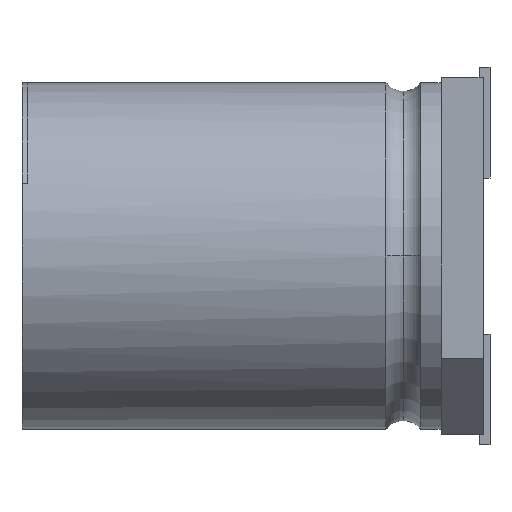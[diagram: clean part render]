
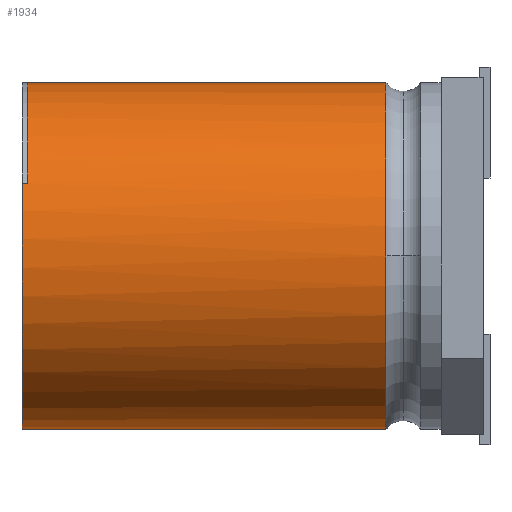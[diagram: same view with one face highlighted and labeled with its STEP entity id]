
A CAD part, left-side view. The second image highlights one B-rep face of the part: STEP entity #1934.
In plain terms, the highlighted cylindrical face has radius 5 mm (diameter 10 mm), a partial arc.
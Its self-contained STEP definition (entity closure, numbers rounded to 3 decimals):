
#34 = EDGE_CURVE ( 'NONE', #95, #910, #1736, .T. ) ;
#95 = VERTEX_POINT ( 'NONE', #863 ) ;
#122 = DIRECTION ( 'NONE',  ( 1., 0., 0. ) ) ;
#180 = AXIS2_PLACEMENT_3D ( 'NONE', #1579, #680, #1737 ) ;
#207 = VECTOR ( 'NONE', #801, 1000. ) ;
#242 = VERTEX_POINT ( 'NONE', #909 ) ;
#304 = AXIS2_PLACEMENT_3D ( 'NONE', #1372, #462, #1528 ) ;
#349 = CIRCLE ( 'NONE', #180, 5. ) ;
#366 = ORIENTED_EDGE ( 'NONE', *, *, #34, .F. ) ;
#433 = EDGE_CURVE ( 'NONE', #95, #1098, #870, .T. ) ;
#462 = DIRECTION ( 'NONE',  ( 0., -1., 0. ) ) ;
#512 = CARTESIAN_POINT ( 'NONE',  ( -4.538, 13.5, 2.1 ) ) ;
#527 = DIRECTION ( 'NONE',  ( 0., 1., 0. ) ) ;
#600 = DIRECTION ( 'NONE',  ( 0., -1., 0. ) ) ;
#615 = LINE ( 'NONE', #796, #207 ) ;
#616 = ORIENTED_EDGE ( 'NONE', *, *, #1533, .T. ) ;
#672 = DIRECTION ( 'NONE',  ( 0., -1., 0. ) ) ;
#680 = DIRECTION ( 'NONE',  ( 0., 1., 0. ) ) ;
#696 = VERTEX_POINT ( 'NONE', #1967 ) ;
#764 = LINE ( 'NONE', #1421, #1556 ) ;
#789 = EDGE_CURVE ( 'NONE', #696, #1217, #1965, .T. ) ;
#796 = CARTESIAN_POINT ( 'NONE',  ( 0., 13.5, 5. ) ) ;
#801 = DIRECTION ( 'NONE',  ( 0., -1., 0. ) ) ;
#840 = ORIENTED_EDGE ( 'NONE', *, *, #1816, .F. ) ;
#851 = CARTESIAN_POINT ( 'NONE',  ( -5., 3., 0. ) ) ;
#855 = FACE_OUTER_BOUND ( 'NONE', #1378, .T. ) ;
#858 = DIRECTION ( 'NONE',  ( 0., 1., 0. ) ) ;
#863 = CARTESIAN_POINT ( 'NONE',  ( -4.538, 13.35, 2.1 ) ) ;
#870 = LINE ( 'NONE', #1287, #1675 ) ;
#909 = CARTESIAN_POINT ( 'NONE',  ( 0., 13.5, -5. ) ) ;
#910 = VERTEX_POINT ( 'NONE', #1354 ) ;
#971 = AXIS2_PLACEMENT_3D ( 'NONE', #1949, #1025, #122 ) ;
#993 = ORIENTED_EDGE ( 'NONE', *, *, #433, .T. ) ;
#1025 = DIRECTION ( 'NONE',  ( 0., -1., 0. ) ) ;
#1087 = CIRCLE ( 'NONE', #1448, 5. ) ;
#1098 = VERTEX_POINT ( 'NONE', #512 ) ;
#1212 = ORIENTED_EDGE ( 'NONE', *, *, #789, .F. ) ;
#1217 = VERTEX_POINT ( 'NONE', #851 ) ;
#1287 = CARTESIAN_POINT ( 'NONE',  ( -4.538, 13.35, 2.1 ) ) ;
#1354 = CARTESIAN_POINT ( 'NONE',  ( 0., 13.35, 5. ) ) ;
#1372 = CARTESIAN_POINT ( 'NONE',  ( 0., 13.5, 0. ) ) ;
#1378 = EDGE_LOOP ( 'NONE', ( #1563, #366, #993, #1455, #616, #840, #1212 ) ) ;
#1420 = VERTEX_POINT ( 'NONE', #1540 ) ;
#1421 = CARTESIAN_POINT ( 'NONE',  ( 0., 13.5, -5. ) ) ;
#1442 = EDGE_CURVE ( 'NONE', #910, #696, #615, .T. ) ;
#1448 = AXIS2_PLACEMENT_3D ( 'NONE', #1505, #600, #1658 ) ;
#1452 = AXIS2_PLACEMENT_3D ( 'NONE', #1762, #858, #1919 ) ;
#1455 = ORIENTED_EDGE ( 'NONE', *, *, #1582, .F. ) ;
#1463 = CYLINDRICAL_SURFACE ( 'NONE', #304, 5. ) ;
#1505 = CARTESIAN_POINT ( 'NONE',  ( 0., 3., 0. ) ) ;
#1528 = DIRECTION ( 'NONE',  ( 0., 0., -1. ) ) ;
#1533 = EDGE_CURVE ( 'NONE', #242, #1420, #764, .T. ) ;
#1540 = CARTESIAN_POINT ( 'NONE',  ( 0., 3., -5. ) ) ;
#1556 = VECTOR ( 'NONE', #672, 1000. ) ;
#1563 = ORIENTED_EDGE ( 'NONE', *, *, #1442, .F. ) ;
#1579 = CARTESIAN_POINT ( 'NONE',  ( 0., 13.5, 0. ) ) ;
#1582 = EDGE_CURVE ( 'NONE', #242, #1098, #349, .T. ) ;
#1658 = DIRECTION ( 'NONE',  ( 1., 0., 0. ) ) ;
#1675 = VECTOR ( 'NONE', #527, 1000. ) ;
#1736 = CIRCLE ( 'NONE', #1452, 5. ) ;
#1737 = DIRECTION ( 'NONE',  ( 0., 0., 1. ) ) ;
#1762 = CARTESIAN_POINT ( 'NONE',  ( 0., 13.35, 0. ) ) ;
#1816 = EDGE_CURVE ( 'NONE', #1217, #1420, #1087, .T. ) ;
#1919 = DIRECTION ( 'NONE',  ( 0., 0., 1. ) ) ;
#1934 = ADVANCED_FACE ( 'NONE', ( #855 ), #1463, .T. ) ;
#1949 = CARTESIAN_POINT ( 'NONE',  ( 0., 3., 0. ) ) ;
#1965 = CIRCLE ( 'NONE', #971, 5. ) ;
#1967 = CARTESIAN_POINT ( 'NONE',  ( 0., 3., 5. ) ) ;
